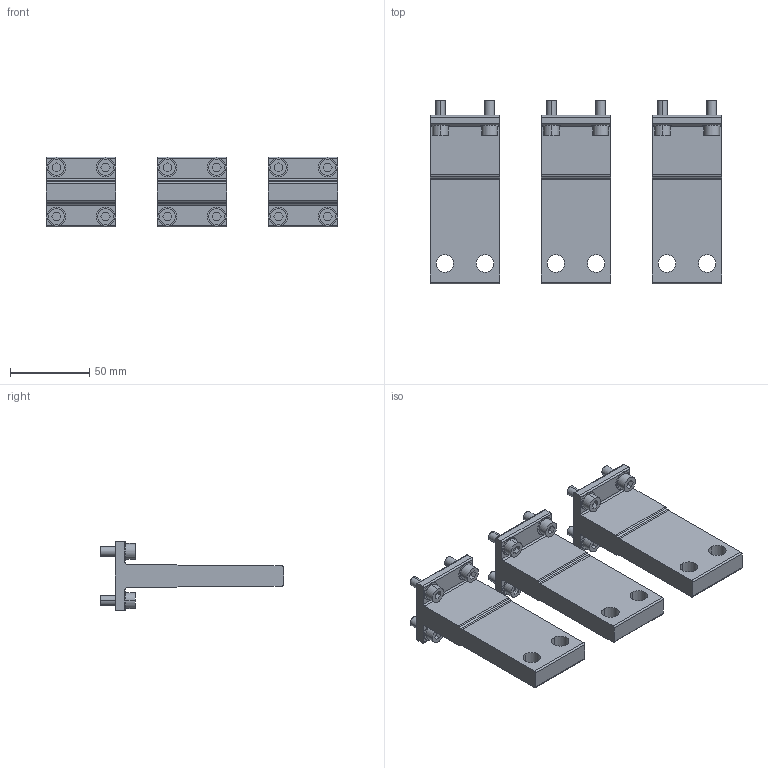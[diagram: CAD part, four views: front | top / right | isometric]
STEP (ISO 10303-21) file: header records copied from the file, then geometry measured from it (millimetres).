
FILE_DESCRIPTION(('CATIA V5 STEP Exchange'),'2;1');
FILE_NAME('1SDH001336R0037_E1.2_W_III_TERMINALS_HR_UL_UPPER.stp','2014-09-18T15:39:22+00:00',('none'),('none'),'CATIA Version 5 Release 20 SP 6 (IN-10)','CATIA V5 STEP AP214','none');
FILE_SCHEMA(('AUTOMOTIVE_DESIGN { 1 0 10303 214 1 1 1 1 }'));
Length unit declared in the file: millimetre
Products named in the file (1): E1.2_W_III_TERMINALS_HR_UL_UPPER_AllCATPart
Bounding box: 184 x 115.5 x 44 mm (x, y, z)
Volume: 213553.7 mm3; surface area: 61411.2 mm2
Topology: 27 solids, 27 shells, 354 faces, 828 edges, 552 vertices
Faces by surface type: plane 186, cylinder 168
Entity records: 9820 total; most frequent: CARTESIAN_POINT 1666, ORIENTED_EDGE 1656, DIRECTION 1398, EDGE_CURVE 828, AXIS2_PLACEMENT_3D 622, VERTEX_POINT 552, VECTOR 492, LINE 492
